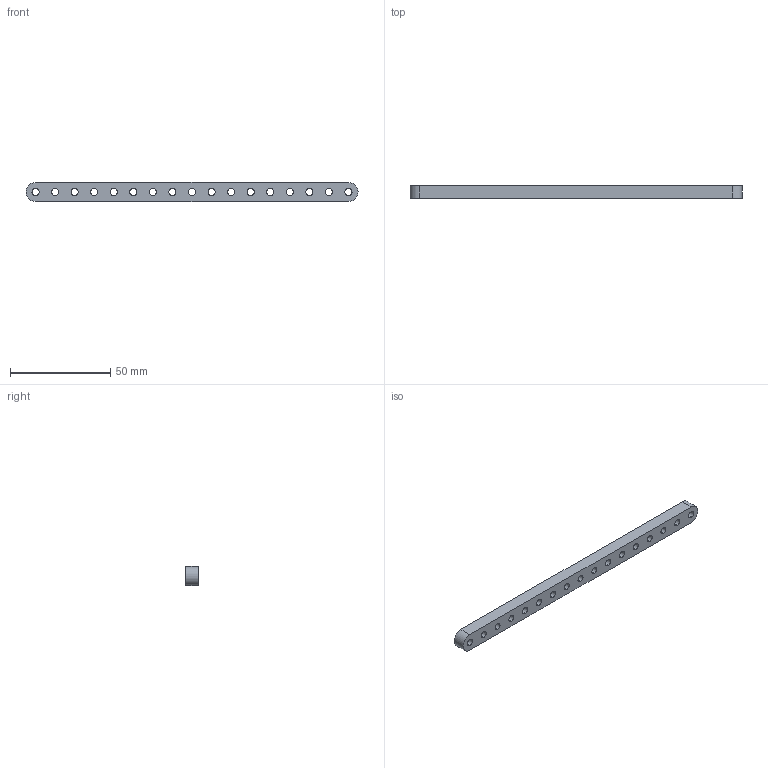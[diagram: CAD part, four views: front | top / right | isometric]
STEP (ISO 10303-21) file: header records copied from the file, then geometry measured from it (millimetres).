
FILE_DESCRIPTION (( 'STEP AP203' ), '1' );
FILE_NAME ('585416.STEP', '2014-07-14T20:51:38', ( 'Kyle' ), ( 'Microsoft' ), 'SwSTEP 2.0', 'SolidWorks 2014', '' );
FILE_SCHEMA (( 'CONFIG_CONTROL_DESIGN' ));
Length unit declared in the file: inch
Products named in the file (1): 585416
Bounding box: 165.99 x 6.35 x 9.53 mm (x, y, z)
Volume: 8843.9 mm3; surface area: 6168.6 mm2
Topology: 1 solids, 1 shells, 40 faces, 114 edges, 76 vertices
Faces by surface type: cylinder 36, plane 4
Entity records: 1497 total; most frequent: DIRECTION 268, CARTESIAN_POINT 231, ORIENTED_EDGE 228, EDGE_CURVE 114, AXIS2_PLACEMENT_3D 113, VERTEX_POINT 76, EDGE_LOOP 74, CIRCLE 72
